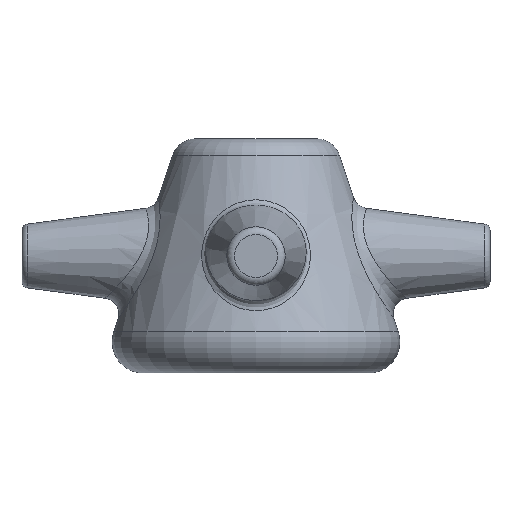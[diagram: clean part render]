
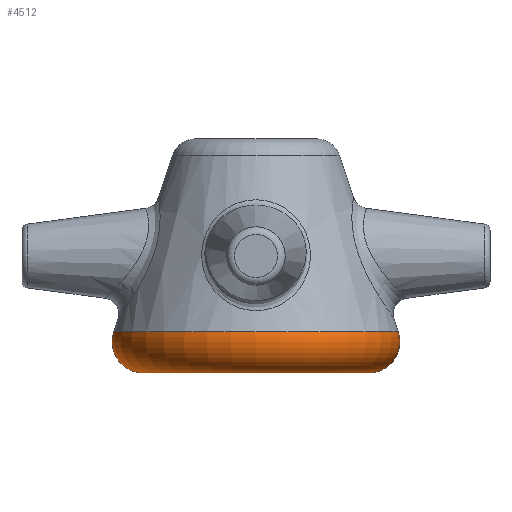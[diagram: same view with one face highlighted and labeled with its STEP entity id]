
A CAD part, front view. The second image highlights one B-rep face of the part: STEP entity #4512.
In plain terms, the highlighted toroidal (fillet/blend) face has major radius 72.251 mm and minor radius 20 mm.
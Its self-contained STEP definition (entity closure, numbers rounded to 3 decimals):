
#65 = CIRCLE ( 'NONE', #6904, 72.251 ) ;
#170 = FACE_OUTER_BOUND ( 'NONE', #4772, .T. ) ;
#238 = VERTEX_POINT ( 'NONE', #6021 ) ;
#426 = CIRCLE ( 'NONE', #6548, 20. ) ;
#675 = EDGE_CURVE ( 'NONE', #3652, #4924, #65, .T. ) ;
#741 = DIRECTION ( 'NONE',  ( -1., 0., 0. ) ) ;
#885 = CARTESIAN_POINT ( 'NONE',  ( 0., 0., -130. ) ) ;
#1236 = DIRECTION ( 'NONE',  ( 0., 0., 1. ) ) ;
#1582 = CIRCLE ( 'NONE', #4011, 91.225 ) ;
#1860 = EDGE_CURVE ( 'NONE', #3652, #238, #3261, .T. ) ;
#2313 = DIRECTION ( 'NONE',  ( 0., 1., 0. ) ) ;
#2320 = EDGE_CURVE ( 'NONE', #3929, #4924, #426, .T. ) ;
#2409 = ORIENTED_EDGE ( 'NONE', *, *, #675, .T. ) ;
#2570 = DIRECTION ( 'NONE',  ( 0., 0., -1. ) ) ;
#2736 = TOROIDAL_SURFACE ( 'NONE', #3820, 72.251, 20. ) ;
#2895 = AXIS2_PLACEMENT_3D ( 'NONE', #6414, #4044, #741 ) ;
#3223 = ORIENTED_EDGE ( 'NONE', *, *, #3421, .T. ) ;
#3261 = CIRCLE ( 'NONE', #2895, 20. ) ;
#3421 = EDGE_CURVE ( 'NONE', #3929, #238, #1582, .T. ) ;
#3652 = VERTEX_POINT ( 'NONE', #6081 ) ;
#3820 = AXIS2_PLACEMENT_3D ( 'NONE', #885, #7193, #5317 ) ;
#3929 = VERTEX_POINT ( 'NONE', #7304 ) ;
#4011 = AXIS2_PLACEMENT_3D ( 'NONE', #4195, #2570, #5474 ) ;
#4044 = DIRECTION ( 'NONE',  ( 0., 1., 0. ) ) ;
#4195 = CARTESIAN_POINT ( 'NONE',  ( 0., 0., -123.675 ) ) ;
#4458 = ORIENTED_EDGE ( 'NONE', *, *, #2320, .F. ) ;
#4512 = ADVANCED_FACE ( 'NONE', ( #170 ), #2736, .T. ) ;
#4772 = EDGE_LOOP ( 'NONE', ( #6148, #2409, #4458, #3223 ) ) ;
#4924 = VERTEX_POINT ( 'NONE', #5628 ) ;
#5101 = DIRECTION ( 'NONE',  ( 1., 0., 0. ) ) ;
#5317 = DIRECTION ( 'NONE',  ( 1., 0., 0. ) ) ;
#5474 = DIRECTION ( 'NONE',  ( -1., 0., 0. ) ) ;
#5628 = CARTESIAN_POINT ( 'NONE',  ( 72.251, 0., -150. ) ) ;
#5666 = CARTESIAN_POINT ( 'NONE',  ( 0., 0., -150. ) ) ;
#5813 = DIRECTION ( 'NONE',  ( 1., 0., 0. ) ) ;
#6021 = CARTESIAN_POINT ( 'NONE',  ( -91.225, 0., -123.675 ) ) ;
#6081 = CARTESIAN_POINT ( 'NONE',  ( -72.251, 0., -150. ) ) ;
#6148 = ORIENTED_EDGE ( 'NONE', *, *, #1860, .F. ) ;
#6414 = CARTESIAN_POINT ( 'NONE',  ( -72.251, 0., -130. ) ) ;
#6548 = AXIS2_PLACEMENT_3D ( 'NONE', #7022, #2313, #5813 ) ;
#6904 = AXIS2_PLACEMENT_3D ( 'NONE', #5666, #1236, #5101 ) ;
#7022 = CARTESIAN_POINT ( 'NONE',  ( 72.251, 0., -130. ) ) ;
#7193 = DIRECTION ( 'NONE',  ( 0., 0., 1. ) ) ;
#7304 = CARTESIAN_POINT ( 'NONE',  ( 91.225, 0., -123.675 ) ) ;
